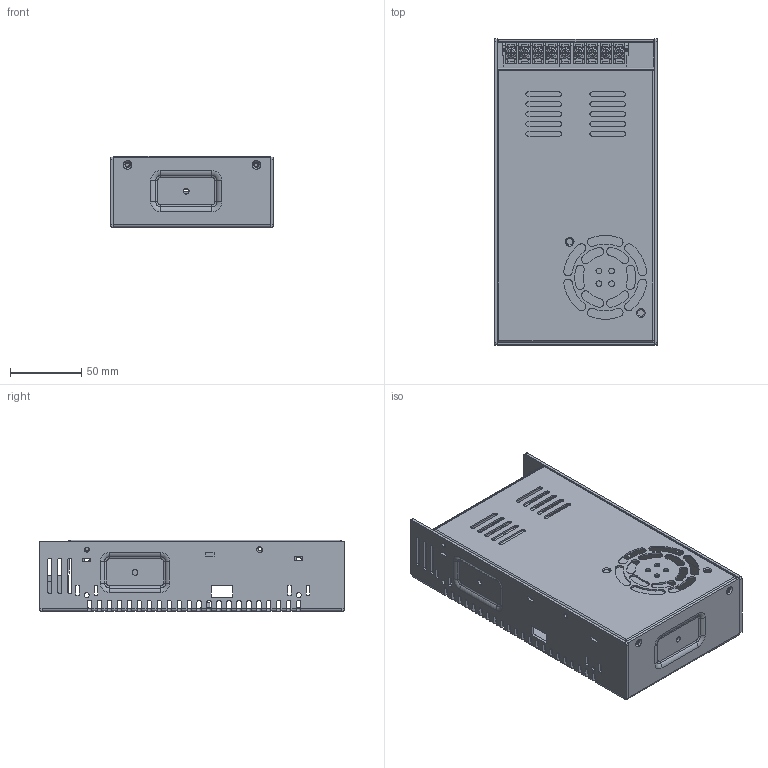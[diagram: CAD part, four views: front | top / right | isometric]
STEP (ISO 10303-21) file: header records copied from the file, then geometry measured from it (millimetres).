
FILE_DESCRIPTION(/* description */ (''),/* implementation_level */ '2;1');
FILE_NAME(/* name */ 'CDKH-S500~600W三维图-202508.25_step.stp',/* time_stamp */ '2025-08-25T14:20:37+08:00',/* author */ (''),/* organization */ (''),/* preprocessor_version */ 'ST-DEVELOPER v20',/* originating_system */ 'SIEMENS PLM Software NX2312.1700',/* authorisation */ '');
FILE_SCHEMA (('AUTOMOTIVE_DESIGN { 1 0 10303 214 3 1 1 1 }'));
Length unit declared in the file: millimetre
Products named in the file (8): SA-240端子左-5; 6025风机; SA-350盖; SA-350-PCB板; SA-240端子-右4; _DI_SA-350-底_step.stp; 端子螺丝; CDKH-S500~600W三维图-202508.25_step
Assembly tree (15 placements, depth 2):
  CDKH-S500~600W三维图-202508.25_step
    端子螺丝  x9
    _DI_SA-350-底_step.stp
    SA-240端子-右4
    SA-350-PCB板
    SA-350盖
    6025风机
    SA-240端子左-5
Bounding box: 115 x 215 x 50.1 mm (x, y, z)
Volume: 172997.2 mm3; surface area: 213797.2 mm2
Topology: 15 solids, 15 shells, 1923 faces, 5646 edges, 3688 vertices
Faces by surface type: plane 1056, cylinder 631, cone 79, torus 77, bspline 44, extrusion 36
Entity records: 54537 total; most frequent: CARTESIAN_POINT 9765, ORIENTED_EDGE 9240, DIRECTION 8965, EDGE_CURVE 4620, VECTOR 3241, LINE 3237, VERTEX_POINT 3040, AXIS2_PLACEMENT_3D 2862
